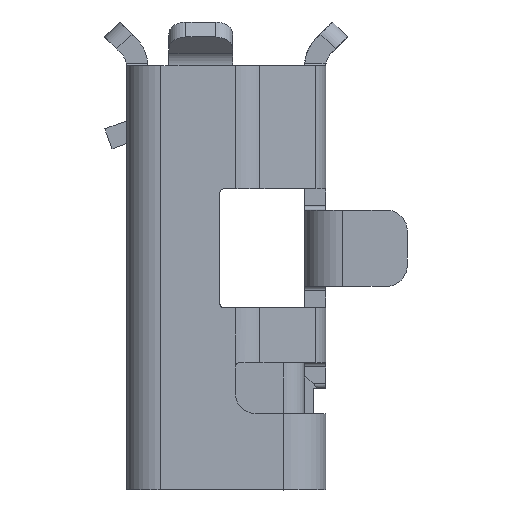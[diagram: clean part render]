
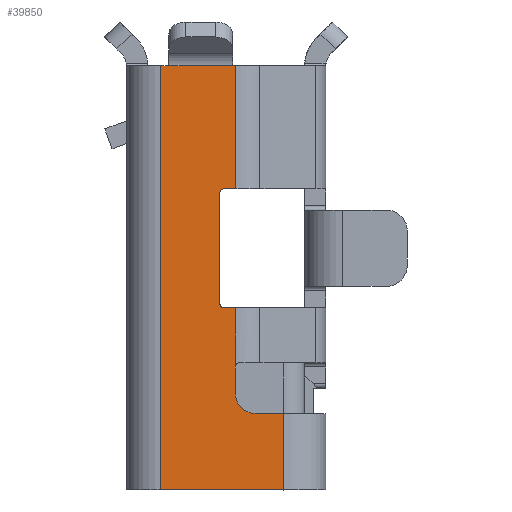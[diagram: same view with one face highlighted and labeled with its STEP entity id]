
A CAD part, left-side view. The second image highlights one B-rep face of the part: STEP entity #39850.
In plain terms, the highlighted face is planar.
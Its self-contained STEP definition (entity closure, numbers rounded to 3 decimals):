
#38170=CARTESIAN_POINT('',(-1.005,-2.585,-0.45));
#38180=VERTEX_POINT('',#38170);
#38210=CARTESIAN_POINT('',(3.995,-2.585,-0.45));
#38220=DIRECTION('',(1.,0.,0.));
#38230=VECTOR('',#38220,1.);
#38240=LINE('',#38210,#38230);
#38250=CARTESIAN_POINT('',(3.995,-2.585,-0.45));
#38260=VERTEX_POINT('',#38250);
#38270=EDGE_CURVE('',#38180,#38260,#38240,.T.);
#38390=CARTESIAN_POINT('',(3.995,-2.585,0.44));
#38400=DIRECTION('',(0.,-1.,0.));
#38410=DIRECTION('',(0.,0.,-1.));
#38420=AXIS2_PLACEMENT_3D('',#38390,#38400,#38410);
#38430=PLANE('',#38420);
#38440=CARTESIAN_POINT('',(2.545,-2.585,0.48));
#38450=DIRECTION('',(0.,1.,0.));
#38460=DIRECTION('',(0.,0.,-1.));
#38470=AXIS2_PLACEMENT_3D('',#38440,#38450,#38460);
#38480=CIRCLE('',#38470,0.05);
#38490=CARTESIAN_POINT('',(2.545,-2.585,0.43));
#38500=VERTEX_POINT('',#38490);
#38510=CARTESIAN_POINT('',(2.515,-2.585,0.44));
#38520=VERTEX_POINT('',#38510);
#38530=EDGE_CURVE('',#38500,#38520,#38480,.T.);
#38540=ORIENTED_EDGE('',*,*,#38530,.T.);
#38550=CARTESIAN_POINT('',(2.845,-2.585,0.43));
#38560=DIRECTION('',(-1.,0.,0.));
#38570=VECTOR('',#38560,0.3);
#38580=LINE('',#38550,#38570);
#38590=CARTESIAN_POINT('',(2.845,-2.585,0.43));
#38600=VERTEX_POINT('',#38590);
#38610=EDGE_CURVE('',#38600,#38500,#38580,.T.);
#38620=ORIENTED_EDGE('',*,*,#38610,.T.);
#38630=CARTESIAN_POINT('',(2.845,-2.585,0.68));
#38640=DIRECTION('',(0.,1.,0.));
#38650=DIRECTION('',(1.,0.,0.));
#38660=AXIS2_PLACEMENT_3D('',#38630,#38640,#38650);
#38670=CIRCLE('',#38660,0.25);
#38680=CARTESIAN_POINT('',(3.095,-2.585,0.68));
#38690=VERTEX_POINT('',#38680);
#38700=EDGE_CURVE('',#38690,#38600,#38670,.T.);
#38710=ORIENTED_EDGE('',*,*,#38700,.T.);
#38720=CARTESIAN_POINT('',(3.095,-2.585,1.));
#38730=DIRECTION('',(0.,0.,-1.));
#38740=VECTOR('',#38730,0.32);
#38750=LINE('',#38720,#38740);
#38760=CARTESIAN_POINT('',(3.095,-2.585,1.));
#38770=VERTEX_POINT('',#38760);
#38780=EDGE_CURVE('',#38770,#38690,#38750,.T.);
#38790=ORIENTED_EDGE('',*,*,#38780,.T.);
#38800=CARTESIAN_POINT('',(4.011,-2.585,1.));
#38810=DIRECTION('',(-1.,0.,0.));
#38820=VECTOR('',#38810,1.);
#38830=LINE('',#38800,#38820);
#38840=CARTESIAN_POINT('',(3.995,-2.585,1.));
#38850=VERTEX_POINT('',#38840);
#38860=EDGE_CURVE('',#38850,#38770,#38830,.T.);
#38870=ORIENTED_EDGE('',*,*,#38860,.T.);
#38880=CARTESIAN_POINT('',(3.995,-2.585,-0.45));
#38890=DIRECTION('',(0.,0.,1.));
#38900=VECTOR('',#38890,1.45);
#38910=LINE('',#38880,#38900);
#38920=EDGE_CURVE('',#38260,#38850,#38910,.T.);
#38930=ORIENTED_EDGE('',*,*,#38920,.T.);
#38940=ORIENTED_EDGE('',*,*,#38270,.T.);
#38950=CARTESIAN_POINT('',(-1.005,-2.585,-0.45));
#38960=DIRECTION('',(0.,0.,1.));
#38970=VECTOR('',#38960,0.07);
#38980=LINE('',#38950,#38970);
#38990=CARTESIAN_POINT('',(-1.005,-2.585,-0.38));
#39000=VERTEX_POINT('',#38990);
#39010=EDGE_CURVE('',#38180,#39000,#38980,.T.);
#39020=ORIENTED_EDGE('',*,*,#39010,.F.);
#39030=CARTESIAN_POINT('',(-1.005,-2.585,0.4));
#39040=DIRECTION('',(0.,0.,-1.));
#39050=VECTOR('',#39040,1.);
#39060=LINE('',#39030,#39050);
#39070=CARTESIAN_POINT('',(-1.005,-2.585,-0.35));
#39080=VERTEX_POINT('',#39070);
#39090=EDGE_CURVE('',#39080,#39000,#39060,.T.);
#39100=ORIENTED_EDGE('',*,*,#39090,.T.);
#39110=CARTESIAN_POINT('',(-1.005,-2.585,0.4));
#39120=VERTEX_POINT('',#39110);
#39130=EDGE_CURVE('',#39120,#39080,#39060,.T.);
#39140=ORIENTED_EDGE('',*,*,#39130,.T.);
#39150=CARTESIAN_POINT('',(-1.005,-2.585,0.43));
#39160=VERTEX_POINT('',#39150);
#39170=EDGE_CURVE('',#39160,#39120,#39060,.T.);
#39180=ORIENTED_EDGE('',*,*,#39170,.T.);
#39190=CARTESIAN_POINT('',(-1.005,-2.585,0.43));
#39200=DIRECTION('',(0.,0.,1.));
#39210=VECTOR('',#39200,0.01);
#39220=LINE('',#39190,#39210);
#39230=CARTESIAN_POINT('',(-1.005,-2.585,0.44));
#39240=VERTEX_POINT('',#39230);
#39250=EDGE_CURVE('',#39160,#39240,#39220,.T.);
#39260=ORIENTED_EDGE('',*,*,#39250,.F.);
#39270=CARTESIAN_POINT('',(3.995,-2.585,0.44));
#39280=DIRECTION('',(1.,0.,0.));
#39290=VECTOR('',#39280,1.);
#39300=LINE('',#39270,#39290);
#39310=CARTESIAN_POINT('',(0.445,-2.585,0.44));
#39320=VERTEX_POINT('',#39310);
#39330=EDGE_CURVE('',#39240,#39320,#39300,.T.);
#39340=ORIENTED_EDGE('',*,*,#39330,.F.);
#39350=CARTESIAN_POINT('',(0.445,-2.585,0.3));
#39360=DIRECTION('',(0.,0.,1.));
#39370=VECTOR('',#39360,0.14);
#39380=LINE('',#39350,#39370);
#39390=CARTESIAN_POINT('',(0.445,-2.585,0.3));
#39400=VERTEX_POINT('',#39390);
#39410=EDGE_CURVE('',#39400,#39320,#39380,.T.);
#39420=ORIENTED_EDGE('',*,*,#39410,.T.);
#39430=CARTESIAN_POINT('',(0.495,-2.585,0.3));
#39440=DIRECTION('',(0.,-1.,0.));
#39450=DIRECTION('',(-1.,0.,0.));
#39460=AXIS2_PLACEMENT_3D('',#39430,#39440,#39450);
#39470=CIRCLE('',#39460,0.05);
#39480=CARTESIAN_POINT('',(0.495,-2.585,0.25));
#39490=VERTEX_POINT('',#39480);
#39500=EDGE_CURVE('',#39400,#39490,#39470,.T.);
#39510=ORIENTED_EDGE('',*,*,#39500,.F.);
#39520=CARTESIAN_POINT('',(1.795,-2.585,0.25));
#39530=DIRECTION('',(-1.,0.,0.));
#39540=VECTOR('',#39530,1.3);
#39550=LINE('',#39520,#39540);
#39560=CARTESIAN_POINT('',(1.795,-2.585,0.25));
#39570=VERTEX_POINT('',#39560);
#39580=EDGE_CURVE('',#39570,#39490,#39550,.T.);
#39590=ORIENTED_EDGE('',*,*,#39580,.T.);
#39600=CARTESIAN_POINT('',(1.795,-2.585,0.3));
#39610=DIRECTION('',(0.,-1.,0.));
#39620=DIRECTION('',(0.,0.,-1.));
#39630=AXIS2_PLACEMENT_3D('',#39600,#39610,#39620);
#39640=CIRCLE('',#39630,0.05);
#39650=CARTESIAN_POINT('',(1.845,-2.585,0.3));
#39660=VERTEX_POINT('',#39650);
#39670=EDGE_CURVE('',#39570,#39660,#39640,.T.);
#39680=ORIENTED_EDGE('',*,*,#39670,.F.);
#39690=CARTESIAN_POINT('',(1.845,-2.585,0.3));
#39700=DIRECTION('',(0.,0.,1.));
#39710=VECTOR('',#39700,0.14);
#39720=LINE('',#39690,#39710);
#39730=CARTESIAN_POINT('',(1.845,-2.585,0.44));
#39740=VERTEX_POINT('',#39730);
#39750=EDGE_CURVE('',#39660,#39740,#39720,.T.);
#39760=ORIENTED_EDGE('',*,*,#39750,.F.);
#39770=CARTESIAN_POINT('',(3.995,-2.585,0.44));
#39780=DIRECTION('',(1.,0.,0.));
#39790=VECTOR('',#39780,1.);
#39800=LINE('',#39770,#39790);
#39810=EDGE_CURVE('',#39740,#38520,#39800,.T.);
#39820=ORIENTED_EDGE('',*,*,#39810,.F.);
#39830=EDGE_LOOP('',(#39820,#39760,#39680,#39590,#39510,#39420,#39340,
#39260,#39180,#39140,#39100,#39020,#38940,#38930,#38870,#38790,#38710,
#38620,#38540));
#39840=FACE_OUTER_BOUND('',#39830,.T.);
#39850=ADVANCED_FACE('',(#39840),#38430,.T.);
